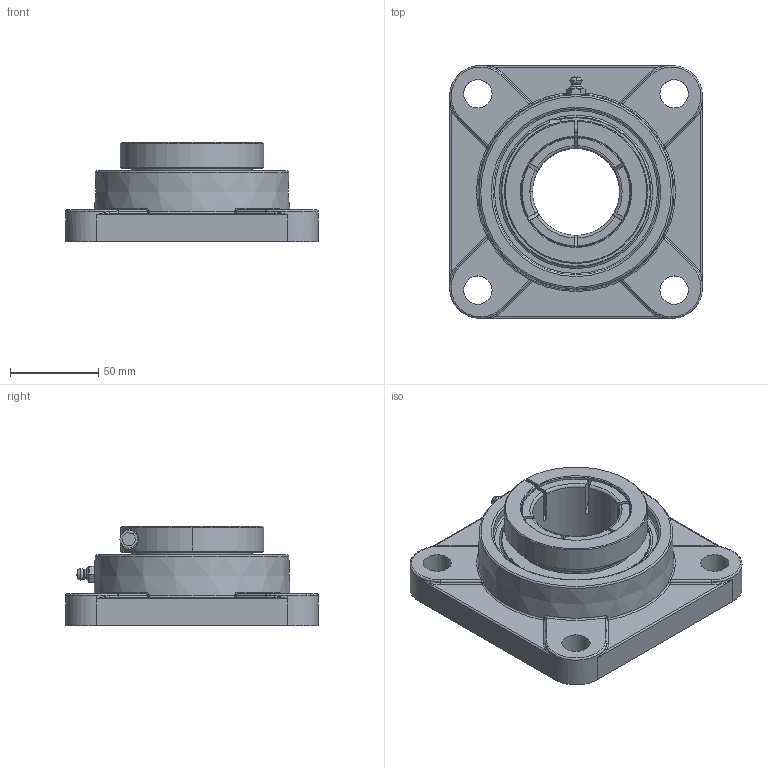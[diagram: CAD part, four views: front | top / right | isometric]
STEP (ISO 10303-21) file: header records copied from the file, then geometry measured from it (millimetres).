
FILE_DESCRIPTION(('HOOPS Exchange Step'),'2;1');
FILE_NAME('export-79DC8C94-1FE5-4B3D-B8F6-576D7E4A6342.stp','2019-12-12T16:02:58+16:00',('ibuslach'),('Alibre'),'HOOPS Exchange 2019.2','Alibre','Unknown authorisation');
FILE_SCHEMA( ('AP242_MANAGED_MODEL_BASED_3D_ENGINEERING_MIM_LF {1 0 10303 442 1 1 4 }') );
Length unit declared in the file: centimetre
Products named in the file (8): MRN SF 210; UCP ZERK 6mm; SUE 210 SHIELD; SUE 210 LOCK RING; SUE 210 BOLT; SUE 210-31 RACES; MRN SUE 210-31; MRN SUEF 210-31
Assembly tree (8 placements, depth 3):
  MRN SUEF 210-31
    MRN SF 210
    UCP ZERK 6mm
    MRN SUE 210-31
      SUE 210 SHIELD  x2
      SUE 210 LOCK RING
      SUE 210 BOLT
      SUE 210-31 RACES
Bounding box: 143 x 143 x 56.1 mm (x, y, z)
Volume: 409898.1 mm3; surface area: 118341.1 mm2
Topology: 8 solids, 8 shells, 310 faces, 819 edges, 505 vertices
Faces by surface type: plane 89, cylinder 83, torus 50, cone 41, bspline 28, sphere 19
Full cylindrical faces by diameter (mm): 1.976 x2, 4.917 x2, 6 x2, 6.4 x1, 10 x1, 16 x4, 49.212 x1, 68 x4, 69.016 x2, 80 x2, 84 x2, 93.98 x1, 99.06 x1
Entity records: 16085 total; most frequent: CARTESIAN_POINT 8543, DIRECTION 1586, ORIENTED_EDGE 1550, EDGE_CURVE 775, AXIS2_PLACEMENT_3D 665, VERTEX_POINT 491, CIRCLE 366, EDGE_LOOP 334
